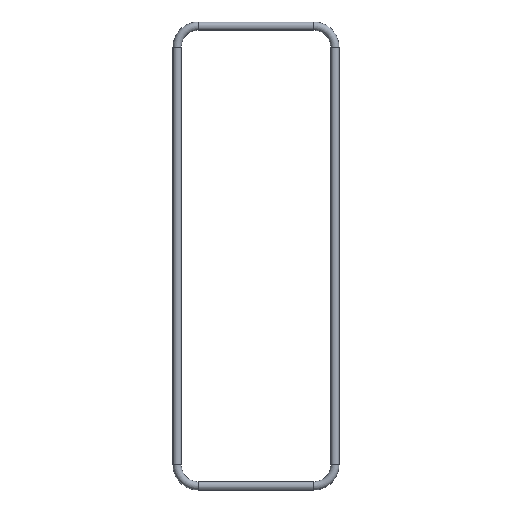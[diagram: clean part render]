
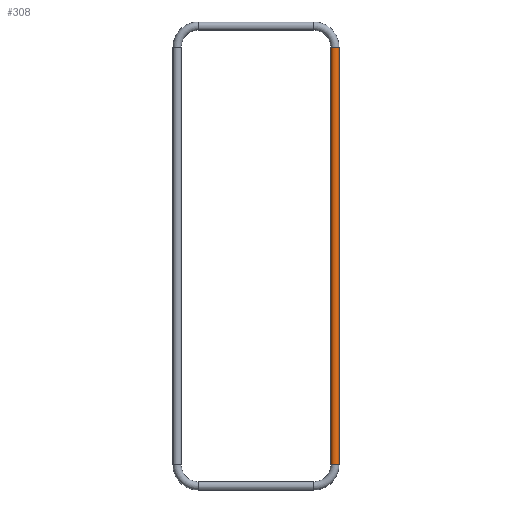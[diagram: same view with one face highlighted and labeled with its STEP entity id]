
A CAD part, top view. The second image highlights one B-rep face of the part: STEP entity #308.
In plain terms, the highlighted cylindrical face has radius 1.35 mm (diameter 2.7 mm), a partial arc.
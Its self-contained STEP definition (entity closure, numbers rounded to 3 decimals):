
#75=AXIS2_PLACEMENT_3D('Cylinder Axis2P3D',#72,#73,#74) ;
#282=AXIS2_PLACEMENT_3D('Circle Axis2P3D',#280,#281,$) ;
#299=AXIS2_PLACEMENT_3D('Circle Axis2P3D',#297,#298,$) ;
#41=CARTESIAN_POINT('Vertex',(53.9,143.7,1.35)) ;
#43=CARTESIAN_POINT('Vertex',(51.2,143.7,1.35)) ;
#72=CARTESIAN_POINT('Axis2P3D Location',(52.55,75.95,1.35)) ;
#77=CARTESIAN_POINT('Line Origine',(53.9,75.95,1.35)) ;
#81=CARTESIAN_POINT('Vertex',(53.9,8.2,1.35)) ;
#88=CARTESIAN_POINT('Vertex',(51.2,8.2,1.35)) ;
#91=CARTESIAN_POINT('Line Origine',(51.2,75.95,1.35)) ;
#280=CARTESIAN_POINT('Axis2P3D Location',(52.55,143.7,1.35)) ;
#297=CARTESIAN_POINT('Axis2P3D Location',(52.55,8.2,1.35)) ;
#73=DIRECTION('Axis2P3D Direction',(0.,1.,0.)) ;
#74=DIRECTION('Axis2P3D XDirection',(1.,0.,0.)) ;
#78=DIRECTION('Vector Direction',(0.,1.,0.)) ;
#92=DIRECTION('Vector Direction',(0.,1.,0.)) ;
#281=DIRECTION('Axis2P3D Direction',(0.,1.,0.)) ;
#298=DIRECTION('Axis2P3D Direction',(0.,1.,0.)) ;
#79=VECTOR('Line Direction',#78,1.) ;
#93=VECTOR('Line Direction',#92,1.) ;
#303=ORIENTED_EDGE('',*,*,#95,.F.) ;
#304=ORIENTED_EDGE('',*,*,#301,.T.) ;
#305=ORIENTED_EDGE('',*,*,#83,.T.) ;
#306=ORIENTED_EDGE('',*,*,#284,.F.) ;
#308=ADVANCED_FACE('Aussenkoerper',(#307),#76,.T.) ;
#283=CIRCLE('generated circle',#282,1.35) ;
#300=CIRCLE('generated circle',#299,1.35) ;
#76=CYLINDRICAL_SURFACE('generated cylinder',#75,1.35) ;
#83=EDGE_CURVE('',#82,#42,#80,.T.) ;
#95=EDGE_CURVE('',#89,#44,#94,.T.) ;
#284=EDGE_CURVE('',#44,#42,#283,.T.) ;
#301=EDGE_CURVE('',#89,#82,#300,.T.) ;
#302=EDGE_LOOP('',(#303,#304,#305,#306)) ;
#307=FACE_OUTER_BOUND('',#302,.T.) ;
#80=LINE('Line',#77,#79) ;
#94=LINE('Line',#91,#93) ;
#42=VERTEX_POINT('',#41) ;
#44=VERTEX_POINT('',#43) ;
#82=VERTEX_POINT('',#81) ;
#89=VERTEX_POINT('',#88) ;
